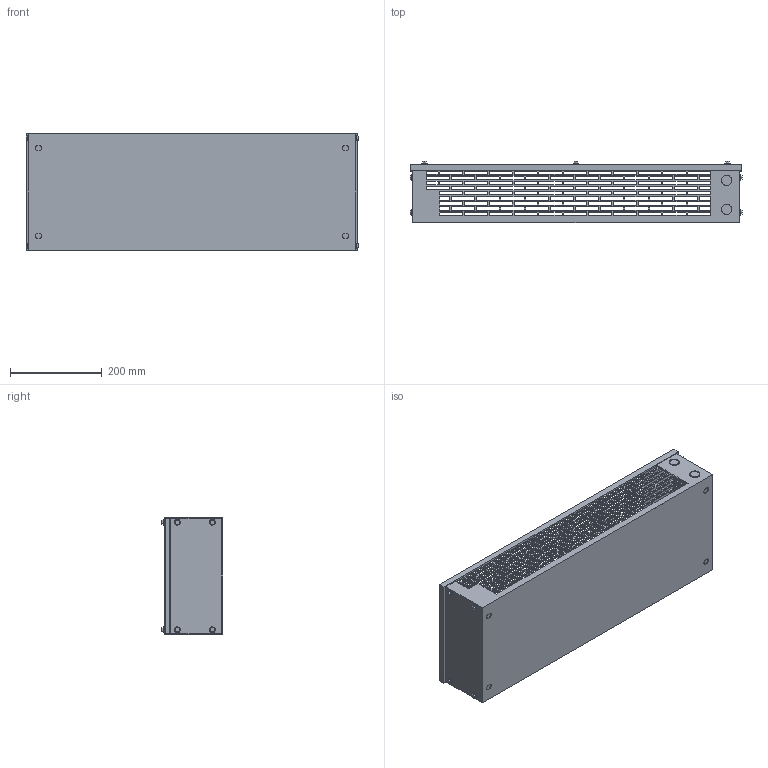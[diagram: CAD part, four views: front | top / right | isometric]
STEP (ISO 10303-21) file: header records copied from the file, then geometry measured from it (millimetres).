
FILE_DESCRIPTION (( 'STEP AP214' ), '1' );
FILE_NAME ('BR-N1-4K7W14P7.STEP', '2024-06-10T21:13:50', ( '' ), ( '' ), 'SwSTEP 2.0', 'SolidWorks 2021', '' );
FILE_SCHEMA (( 'AUTOMOTIVE_DESIGN' ));
Length unit declared in the file: inch
Products named in the file (1): BR-N1-4K7W14P7
Bounding box: 724.13 x 133.46 x 257.18 mm (x, y, z)
Volume: 1114820.3 mm3; surface area: 1011225 mm2
Topology: 33 solids, 33 shells, 2040 faces, 5928 edges, 3952 vertices
Faces by surface type: plane 1932, cylinder 108
Entity records: 68288 total; most frequent: CARTESIAN_POINT 11921, ORIENTED_EDGE 11856, DIRECTION 10226, EDGE_CURVE 5928, VECTOR 5712, LINE 5712, VERTEX_POINT 3952, EDGE_LOOP 2952
